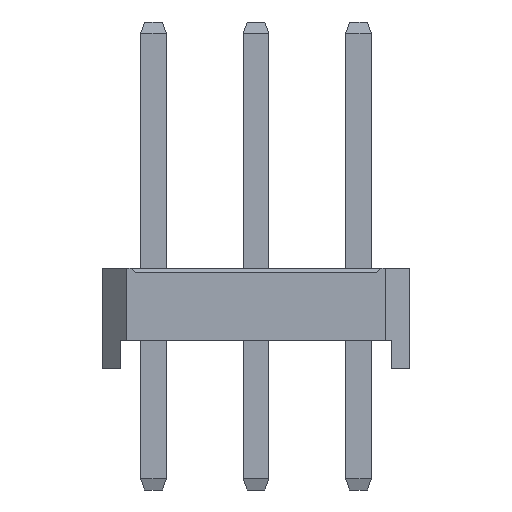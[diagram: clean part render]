
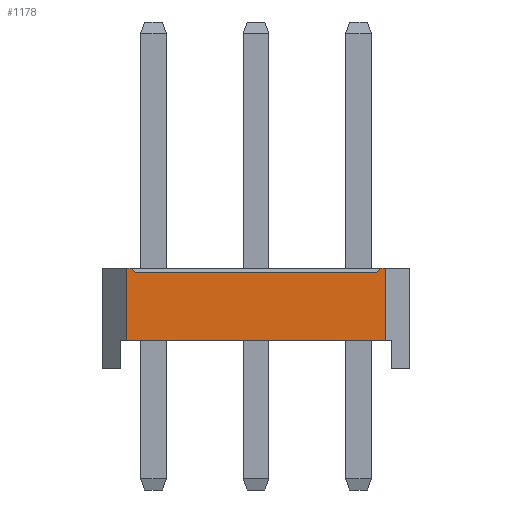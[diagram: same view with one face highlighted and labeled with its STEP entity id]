
A CAD part, left-side view. The second image highlights one B-rep face of the part: STEP entity #1178.
In plain terms, the highlighted planar face has unit normal (-1, 0, 0).
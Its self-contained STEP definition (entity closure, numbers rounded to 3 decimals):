
#1178=ADVANCED_FACE('',(#4799),#4801,.T.);
#4799=FACE_BOUND('',#4800,.T.);
#4800=EDGE_LOOP('',(#7615,#7616,#7617,#7618,#7619,#7620,#7621,#7622));
#4801=PLANE('',#4802);
#4802=AXIS2_PLACEMENT_3D('',#4803,#4804,#4805);
#4803=CARTESIAN_POINT('',(-1.27,5.75,0.));
#4804=DIRECTION('',(-1.,0.,0.));
#4805=DIRECTION('',(0.,-1.,0.));
#7615=ORIENTED_EDGE('',*,*,#9348,.F.);
#7616=ORIENTED_EDGE('',*,*,#9349,.T.);
#7617=ORIENTED_EDGE('',*,*,#9350,.F.);
#7618=ORIENTED_EDGE('',*,*,#8981,.F.);
#7619=ORIENTED_EDGE('',*,*,#9351,.F.);
#7620=ORIENTED_EDGE('',*,*,#8854,.T.);
#7621=ORIENTED_EDGE('',*,*,#9347,.T.);
#7622=ORIENTED_EDGE('',*,*,#8985,.F.);
#8854=EDGE_CURVE('',#9848,#9846,#9849,.T.);
#8981=EDGE_CURVE('',#10100,#10102,#10103,.T.);
#8985=EDGE_CURVE('',#10108,#10110,#10111,.T.);
#9347=EDGE_CURVE('',#9846,#10110,#10709,.T.);
#9348=EDGE_CURVE('',#10710,#10108,#10711,.F.);
#9349=EDGE_CURVE('',#10710,#10712,#10713,.T.);
#9350=EDGE_CURVE('',#10102,#10712,#10714,.F.);
#9351=EDGE_CURVE('',#9848,#10100,#10715,.T.);
#9846=VERTEX_POINT('',#11452);
#9848=VERTEX_POINT('',#11456);
#9849=LINE('',#11457,#11458);
#10100=VERTEX_POINT('',#11960);
#10102=VERTEX_POINT('',#11964);
#10103=LINE('',#11965,#11966);
#10108=VERTEX_POINT('',#11976);
#10110=VERTEX_POINT('',#11980);
#10111=LINE('',#11981,#11982);
#10709=LINE('',#13303,#13304);
#10710=VERTEX_POINT('',#13306);
#10711=LINE('',#13307,#13308);
#10712=VERTEX_POINT('',#13310);
#10713=LINE('',#13311,#13312);
#10714=LINE('',#13314,#13315);
#10715=LINE('',#13317,#13318);
#11452=CARTESIAN_POINT('',(-1.27,-0.67,0.7));
#11456=CARTESIAN_POINT('',(-1.27,5.75,0.7));
#11457=CARTESIAN_POINT('',(-1.27,5.75,0.7));
#11458=VECTOR('',#11459,1.);
#11459=DIRECTION('',(0.,-1.,0.));
#11960=CARTESIAN_POINT('',(-1.27,5.75,2.5));
#11964=CARTESIAN_POINT('',(-1.27,5.63,2.5));
#11965=CARTESIAN_POINT('',(-1.27,5.75,2.5));
#11966=VECTOR('',#11967,1.);
#11967=DIRECTION('',(0.,-1.,0.));
#11976=CARTESIAN_POINT('',(-1.27,-0.55,2.5));
#11980=CARTESIAN_POINT('',(-1.27,-0.67,2.5));
#11981=CARTESIAN_POINT('',(-1.27,-0.55,2.5));
#11982=VECTOR('',#11983,1.);
#11983=DIRECTION('',(0.,-1.,0.));
#13303=CARTESIAN_POINT('',(-1.27,-0.67,0.7));
#13304=VECTOR('',#13305,1.);
#13305=DIRECTION('',(0.,0.,1.));
#13306=CARTESIAN_POINT('',(-1.27,-0.45,2.4));
#13307=CARTESIAN_POINT('',(-1.27,-0.55,2.5));
#13308=VECTOR('',#13309,1.);
#13309=DIRECTION('',(0.,0.707,-0.707));
#13310=CARTESIAN_POINT('',(-1.27,5.53,2.4));
#13311=CARTESIAN_POINT('',(-1.27,-0.45,2.4));
#13312=VECTOR('',#13313,1.);
#13313=DIRECTION('',(0.,1.,0.));
#13314=CARTESIAN_POINT('',(-1.27,5.53,2.4));
#13315=VECTOR('',#13316,1.);
#13316=DIRECTION('',(0.,0.707,0.707));
#13317=CARTESIAN_POINT('',(-1.27,5.75,0.7));
#13318=VECTOR('',#13319,1.);
#13319=DIRECTION('',(0.,0.,1.));
